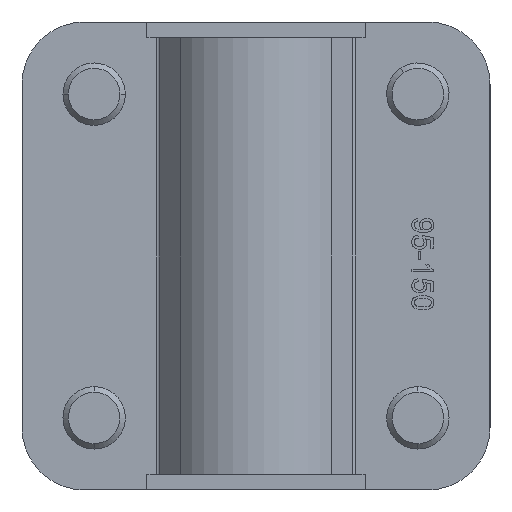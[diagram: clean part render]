
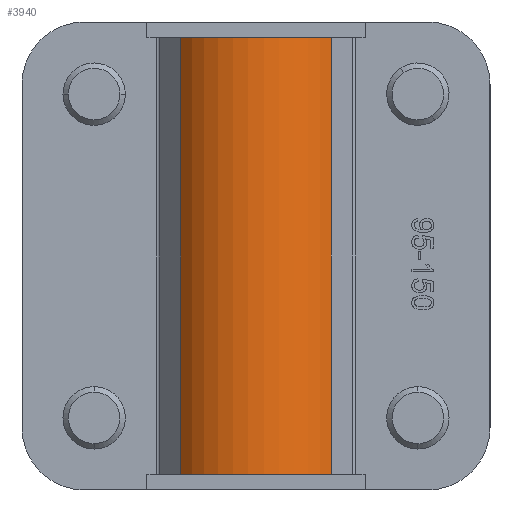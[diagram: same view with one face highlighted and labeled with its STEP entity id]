
A CAD part, front view. The second image highlights one B-rep face of the part: STEP entity #3940.
In plain terms, the highlighted cylindrical face has radius 12.5 mm (diameter 25 mm), a partial arc.
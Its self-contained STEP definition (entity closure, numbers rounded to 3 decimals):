
#387 = CIRCLE ( 'NONE', #3937, 12.5 ) ;
#420 = DIRECTION ( 'NONE',  ( 0., 0., -1. ) ) ;
#1041 = DIRECTION ( 'NONE',  ( -1., 0., 0. ) ) ;
#1116 = CARTESIAN_POINT ( 'NONE',  ( 30., 3.467, 9.632 ) ) ;
#1651 = DIRECTION ( 'NONE',  ( -1., 0., 0. ) ) ;
#2587 = EDGE_CURVE ( 'NONE', #11539, #7761, #12698, .T. ) ;
#2743 = EDGE_CURVE ( 'NONE', #11539, #8829, #11978, .T. ) ;
#3472 = CARTESIAN_POINT ( 'NONE',  ( -28., 3.467, 9.632 ) ) ;
#3727 = VERTEX_POINT ( 'NONE', #9496 ) ;
#3937 = AXIS2_PLACEMENT_3D ( 'NONE', #7788, #6663, #12099 ) ;
#3940 = ADVANCED_FACE ( 'NONE', ( #11650 ), #13872, .T. ) ;
#4590 = CARTESIAN_POINT ( 'NONE',  ( 30., -4.5, 0. ) ) ;
#4816 = ORIENTED_EDGE ( 'NONE', *, *, #2743, .T. ) ;
#5205 = AXIS2_PLACEMENT_3D ( 'NONE', #4590, #10137, #10044 ) ;
#5920 = ORIENTED_EDGE ( 'NONE', *, *, #2587, .F. ) ;
#6663 = DIRECTION ( 'NONE',  ( -1., 0., 0. ) ) ;
#6801 = VECTOR ( 'NONE', #12110, 1000. ) ;
#6959 = CARTESIAN_POINT ( 'NONE',  ( 28., -4.5, 0. ) ) ;
#7761 = VERTEX_POINT ( 'NONE', #3472 ) ;
#7788 = CARTESIAN_POINT ( 'NONE',  ( -28., -4.5, 0. ) ) ;
#8000 = CARTESIAN_POINT ( 'NONE',  ( 28., 3.467, 9.632 ) ) ;
#8247 = EDGE_CURVE ( 'NONE', #8829, #3727, #10273, .T. ) ;
#8451 = ORIENTED_EDGE ( 'NONE', *, *, #8813, .F. ) ;
#8813 = EDGE_CURVE ( 'NONE', #7761, #3727, #387, .T. ) ;
#8829 = VERTEX_POINT ( 'NONE', #8892 ) ;
#8892 = CARTESIAN_POINT ( 'NONE',  ( 28., 3.467, -9.632 ) ) ;
#9496 = CARTESIAN_POINT ( 'NONE',  ( -28., 3.467, -9.632 ) ) ;
#10044 = DIRECTION ( 'NONE',  ( 0., 0., 1. ) ) ;
#10137 = DIRECTION ( 'NONE',  ( -1., 0., 0. ) ) ;
#10273 = LINE ( 'NONE', #14218, #13535 ) ;
#10569 = AXIS2_PLACEMENT_3D ( 'NONE', #6959, #1651, #420 ) ;
#10870 = ORIENTED_EDGE ( 'NONE', *, *, #8247, .T. ) ;
#11083 = EDGE_LOOP ( 'NONE', ( #5920, #4816, #10870, #8451 ) ) ;
#11539 = VERTEX_POINT ( 'NONE', #8000 ) ;
#11650 = FACE_OUTER_BOUND ( 'NONE', #11083, .T. ) ;
#11978 = CIRCLE ( 'NONE', #10569, 12.5 ) ;
#12099 = DIRECTION ( 'NONE',  ( 0., 0., -1. ) ) ;
#12110 = DIRECTION ( 'NONE',  ( -1., 0., 0. ) ) ;
#12698 = LINE ( 'NONE', #1116, #6801 ) ;
#13535 = VECTOR ( 'NONE', #1041, 1000. ) ;
#13872 = CYLINDRICAL_SURFACE ( 'NONE', #5205, 12.5 ) ;
#14218 = CARTESIAN_POINT ( 'NONE',  ( 30., 3.467, -9.632 ) ) ;
